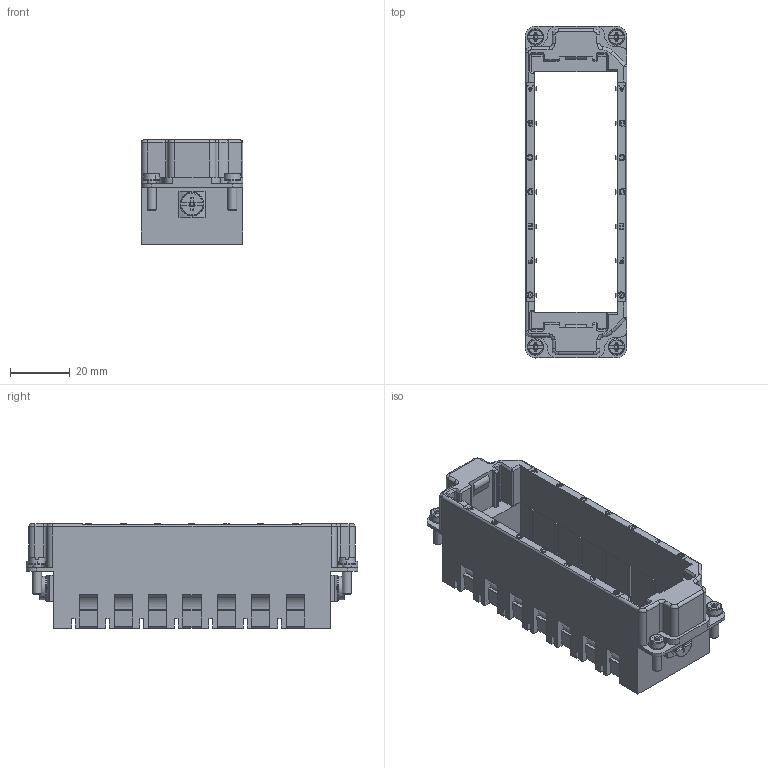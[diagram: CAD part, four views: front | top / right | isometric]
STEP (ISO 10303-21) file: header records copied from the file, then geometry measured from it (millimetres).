
FILE_DESCRIPTION(/* description */ (''),/* implementation_level */ '2;1');
FILE_NAME(/* name */ 'c3d_c146 p24 002 g8.stp',/* time_stamp */ '2018-04-13T12:35:17+02:00',/* author */ (''),/* organization */ (''),/* preprocessor_version */ 'ST-DEVELOPER v16',/* originating_system */ 'SIEMENS PLM Software NX 11.0',/* authorisation */ '');
FILE_SCHEMA (('AP203_CONFIGURATION_CONTROLLED_3D_DESIGN_OF_MECHANICAL_PARTS_AND_ASSEMBLIES_MIM_LF { 1 0 10303 403 2 1 2}'));
Length unit declared in the file: millimetre
Products named in the file (1): c146 p24 002 g8nxm001-02
Bounding box: 34 x 111 x 34.9 mm (x, y, z)
Volume: 32552.6 mm3; surface area: 22548.1 mm2
Topology: 1 solids, 1 shells, 812 faces, 2255 edges, 1490 vertices
Faces by surface type: plane 599, cylinder 99, cone 48, extrusion 40, bspline 12, torus 12, sphere 2
Full cylindrical faces by diameter (mm): 3 x8, 4 x4, 5.5 x4, 8 x2
Entity records: 28715 total; most frequent: CARTESIAN_POINT 7623, ORIENTED_EDGE 4418, DIRECTION 3771, EDGE_CURVE 2209, VECTOR 1653, LINE 1613, VERTEX_POINT 1474, AXIS2_PLACEMENT_3D 1059
